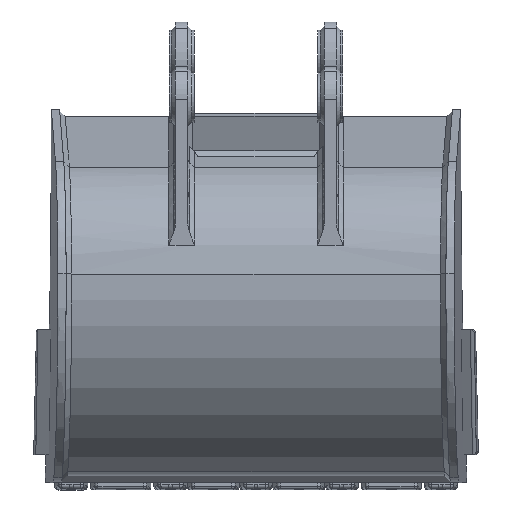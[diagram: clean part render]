
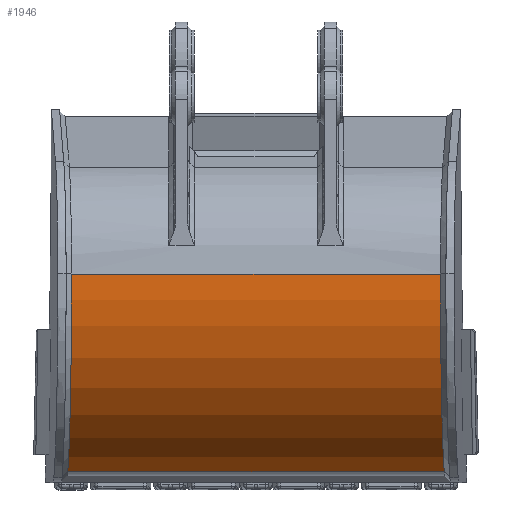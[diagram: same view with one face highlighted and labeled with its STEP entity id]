
A CAD part, left-side view. The second image highlights one B-rep face of the part: STEP entity #1946.
In plain terms, the highlighted cylindrical face has radius 488 mm (diameter 976 mm), a partial arc.
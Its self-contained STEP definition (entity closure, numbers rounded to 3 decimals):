
#1946=ADVANCED_FACE('',(#3031),#3033,.T.);
#3031=FACE_BOUND('',#3032,.T.);
#3032=EDGE_LOOP('',(#14542,#14543,#14544,#14545));
#3033=CYLINDRICAL_SURFACE('',#3034,488.);
#3034=AXIS2_PLACEMENT_3D('',#3035,#3036,#3037);
#3035=CARTESIAN_POINT('',(-534.849,-490.,450.149));
#3036=DIRECTION('',(0.,1.,0.));
#3037=DIRECTION('',(-0.347,0.,-0.938));
#14542=ORIENTED_EDGE('',*,*,#16844,.F.);
#14543=ORIENTED_EDGE('',*,*,#16923,.F.);
#14544=ORIENTED_EDGE('',*,*,#16924,.F.);
#14545=ORIENTED_EDGE('',*,*,#16925,.T.);
#16844=EDGE_CURVE('',#18093,#18096,#18097,.T.);
#16923=EDGE_CURVE('',#18232,#18093,#18234,.T.);
#16924=EDGE_CURVE('',#18235,#18232,#18236,.F.);
#16925=EDGE_CURVE('',#18235,#18096,#18237,.T.);
#18093=VERTEX_POINT('',#20419);
#18096=VERTEX_POINT('',#20434);
#18097=B_SPLINE_CURVE_WITH_KNOTS('',3,
(#20435,#20436,#20437,#20438,#20439,#20440,#20441,#20442,#20443,#20444,#20445,#20446,
#20447,#20448,#20449),
.UNSPECIFIED.,.F.,.F.,
(4,1,1,1,1,1,1,1,1,1,1,1,4),
(0.,0.104,0.194,0.275,0.358,0.443,
0.527,0.611,0.695,0.78,0.862,
0.936,1.),
.UNSPECIFIED.);
#18232=VERTEX_POINT('',#20920);
#18234=LINE('',#20927,#20928);
#18235=VERTEX_POINT('',#20930);
#18236=B_SPLINE_CURVE_WITH_KNOTS('',3,
(#20931,#20932,#20933,#20934,#20935,#20936,#20937,#20938,#20939,#20940,#20941,#20942,
#20943,#20944,#20945),
.UNSPECIFIED.,.F.,.F.,
(4,1,1,1,1,1,1,1,1,1,1,1,4),
(0.,0.104,0.194,0.275,0.358,0.443,
0.527,0.611,0.695,0.78,0.862,
0.936,1.),
.UNSPECIFIED.);
#18237=LINE('',#20946,#20947);
#20419=CARTESIAN_POINT('',(-704.052,455.576,-7.578));
#20434=CARTESIAN_POINT('',(-1022.413,446.537,470.76));
#20435=CARTESIAN_POINT('',(-704.052,455.576,-7.578));
#20436=CARTESIAN_POINT('',(-723.961,455.017,-0.219));
#20437=CARTESIAN_POINT('',(-760.327,453.977,15.992));
#20438=CARTESIAN_POINT('',(-808.614,452.609,45.032));
#20439=CARTESIAN_POINT('',(-850.075,451.431,76.494));
#20440=CARTESIAN_POINT('',(-887.316,450.374,111.327));
#20441=CARTESIAN_POINT('',(-921.124,449.414,150.419));
#20442=CARTESIAN_POINT('',(-950.763,448.572,193.143));
#20443=CARTESIAN_POINT('',(-975.607,447.867,238.56));
#20444=CARTESIAN_POINT('',(-995.542,447.301,286.438));
#20445=CARTESIAN_POINT('',(-1010.2,446.884,335.842));
#20446=CARTESIAN_POINT('',(-1019.196,446.63,384.4));
#20447=CARTESIAN_POINT('',(-1023.021,446.514,429.424));
#20448=CARTESIAN_POINT('',(-1022.967,446.531,457.649));
#20449=CARTESIAN_POINT('',(-1022.413,446.537,470.76));
#20920=CARTESIAN_POINT('',(-704.052,-455.576,-7.578));
#20927=CARTESIAN_POINT('',(-704.052,-455.576,-7.578));
#20928=VECTOR('',#20929,1.);
#20929=DIRECTION('',(0.,1.,0.));
#20930=CARTESIAN_POINT('',(-1022.413,-446.537,470.76));
#20931=CARTESIAN_POINT('',(-704.052,-455.576,-7.578));
#20932=CARTESIAN_POINT('',(-723.961,-455.017,-0.219));
#20933=CARTESIAN_POINT('',(-760.327,-453.977,15.992));
#20934=CARTESIAN_POINT('',(-808.614,-452.609,45.032));
#20935=CARTESIAN_POINT('',(-850.075,-451.431,76.494));
#20936=CARTESIAN_POINT('',(-887.316,-450.374,111.327));
#20937=CARTESIAN_POINT('',(-921.124,-449.414,150.419));
#20938=CARTESIAN_POINT('',(-950.763,-448.572,193.143));
#20939=CARTESIAN_POINT('',(-975.607,-447.867,238.56));
#20940=CARTESIAN_POINT('',(-995.542,-447.301,286.438));
#20941=CARTESIAN_POINT('',(-1010.2,-446.884,335.842));
#20942=CARTESIAN_POINT('',(-1019.196,-446.63,384.4));
#20943=CARTESIAN_POINT('',(-1023.021,-446.514,429.424));
#20944=CARTESIAN_POINT('',(-1022.967,-446.531,457.649));
#20945=CARTESIAN_POINT('',(-1022.413,-446.537,470.76));
#20946=CARTESIAN_POINT('',(-1022.413,-446.537,470.76));
#20947=VECTOR('',#20948,1.);
#20948=DIRECTION('',(0.,1.,0.));
